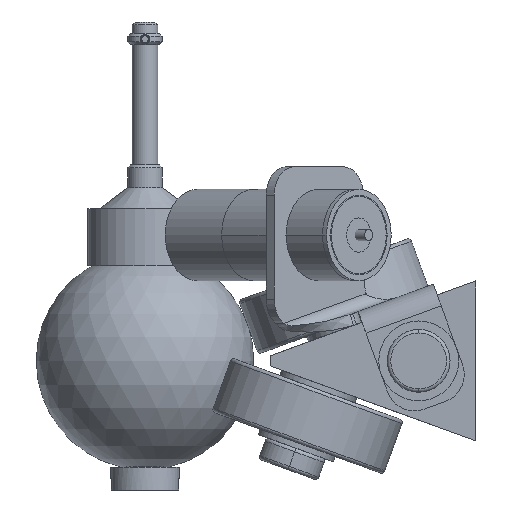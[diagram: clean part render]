
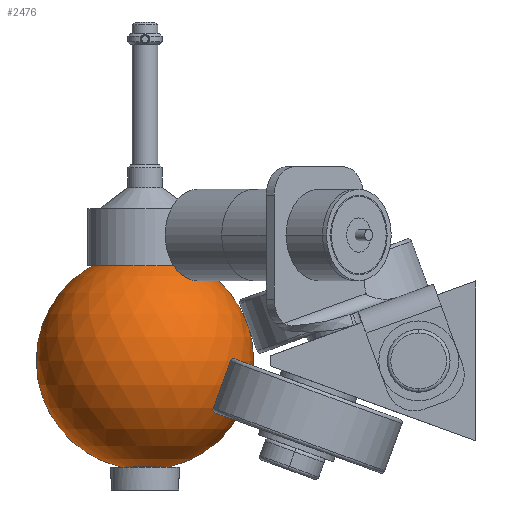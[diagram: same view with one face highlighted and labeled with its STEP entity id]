
A CAD part, left-side view. The second image highlights one B-rep face of the part: STEP entity #2476.
In plain terms, the highlighted spherical face has radius 9.525 mm.
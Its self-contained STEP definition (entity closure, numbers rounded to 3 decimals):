
#2415=CARTESIAN_POINT('',(0.,0.,-9.296));
#2416=DIRECTION('',(0.,0.,-1.));
#2417=DIRECTION('',(0.,1.,0.));
#2418=AXIS2_PLACEMENT_3D('',#2415,#2416,#2417);
#2420=CARTESIAN_POINT('',(0.,0.,0.));
#2421=DIRECTION('',(1.,0.,0.));
#2422=DIRECTION('',(0.,0.218,-0.976));
#2423=AXIS2_PLACEMENT_3D('',#2420,#2421,#2422);
#2425=CARTESIAN_POINT('',(0.,0.,0.));
#2426=DIRECTION('',(-1.,0.,0.));
#2427=DIRECTION('',(0.,-0.218,-0.976));
#2428=AXIS2_PLACEMENT_3D('',#2425,#2426,#2427);
#2448=CARTESIAN_POINT('',(0.,0.,9.296));
#2449=DIRECTION('',(0.,0.,-1.));
#2450=DIRECTION('',(0.,1.,0.));
#2451=AXIS2_PLACEMENT_3D('',#2448,#2449,#2450);
#2453=CARTESIAN_POINT('',(0.,2.075,-9.296));
#2454=CARTESIAN_POINT('',(0.,2.075,9.296));
#2455=VERTEX_POINT('',#2453);
#2456=VERTEX_POINT('',#2454);
#2457=CARTESIAN_POINT('',(0.,-2.075,-9.296));
#2458=CARTESIAN_POINT('',(0.,-2.075,9.296));
#2459=VERTEX_POINT('',#2457);
#2460=VERTEX_POINT('',#2458);
#2461=CARTESIAN_POINT('',(0.,0.,0.));
#2462=DIRECTION('',(0.,0.,-1.));
#2463=DIRECTION('',(0.,-1.,0.));
#2464=AXIS2_PLACEMENT_3D('',#2461,#2462,#2463);
#2465=SPHERICAL_SURFACE('',#2464,9.525);
#2467=ORIENTED_EDGE('',*,*,#2466,.F.);
#2469=ORIENTED_EDGE('',*,*,#2468,.T.);
#2471=ORIENTED_EDGE('',*,*,#2470,.T.);
#2473=ORIENTED_EDGE('',*,*,#2472,.F.);
#2474=EDGE_LOOP('',(#2467,#2469,#2471,#2473));
#2475=FACE_OUTER_BOUND('',#2474,.F.);
#2476=ADVANCED_FACE('',(#2475),#2465,.T.);
#2419=CIRCLE('',#2418,2.075);
#2424=CIRCLE('',#2423,9.525);
#2429=CIRCLE('',#2428,9.525);
#2452=CIRCLE('',#2451,2.075);
#2466=EDGE_CURVE('',#2455,#2456,#2424,.T.);
#2468=EDGE_CURVE('',#2455,#2459,#2419,.T.);
#2470=EDGE_CURVE('',#2459,#2460,#2429,.T.);
#2472=EDGE_CURVE('',#2456,#2460,#2452,.T.);
